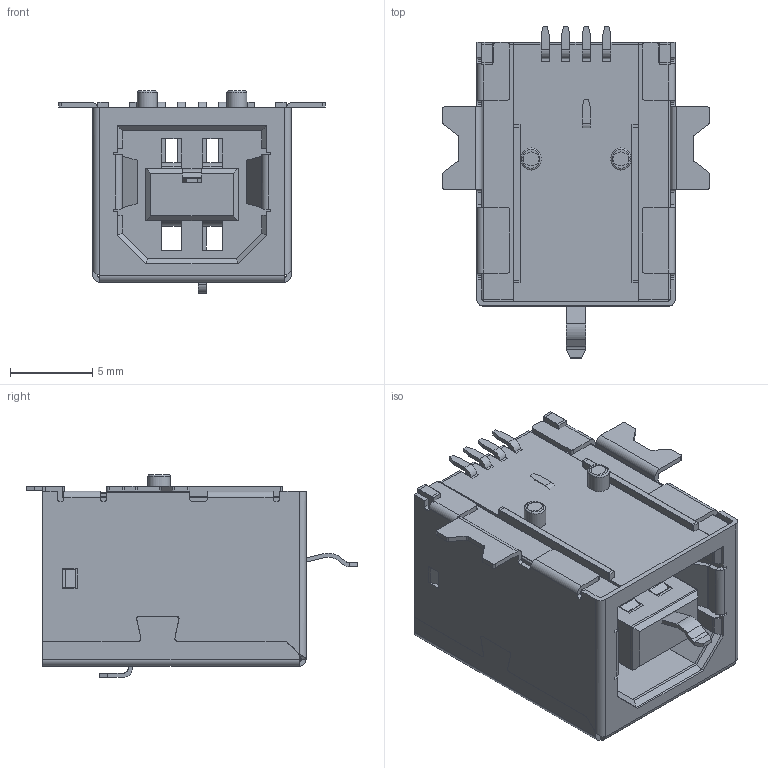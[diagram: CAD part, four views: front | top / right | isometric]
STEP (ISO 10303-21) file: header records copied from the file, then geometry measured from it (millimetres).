
FILE_DESCRIPTION( ( 'Unknown' ), '1' );
FILE_NAME( '62910416121.stp', 'Unknown', ( 'Unknown' ), ( 'Unknown' ), 'XStep 1.0', 'Unknown', ' ' );
FILE_SCHEMA( ( 'CONFIG_CONTROL_DESIGN' ) );
Length unit declared in the file: millimetre
Products named in the file (5): Assem1; 1; 2; 3; 4
Bounding box: 16.2 x 20.15 x 12.29 mm (x, y, z)
Volume: 2445.6 mm3; surface area: 6388.4 mm2
Topology: 10 solids, 10 shells, 1170 faces, 3244 edges, 2066 vertices
Faces by surface type: plane 800, cylinder 318, bspline 36, sphere 12, torus 4
Full cylindrical faces by diameter (mm): 1.2 x4
Entity records: 17601 total; most frequent: CARTESIAN_POINT 3455, ORIENTED_EDGE 2990, DIRECTION 2789, EDGE_CURVE 1495, LINE 1177, VECTOR 1177, VERTEX_POINT 960, AXIS2_PLACEMENT_3D 806
